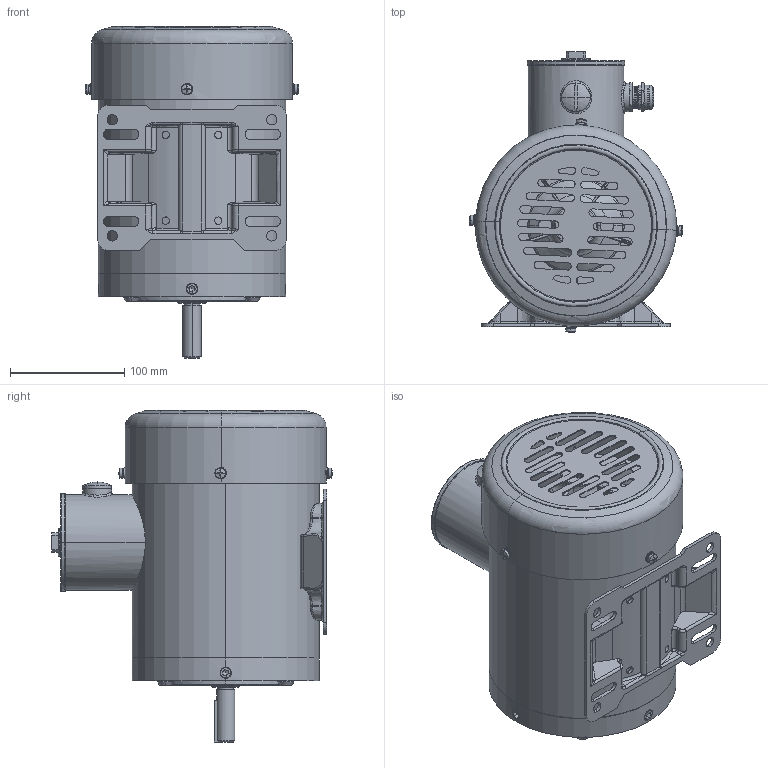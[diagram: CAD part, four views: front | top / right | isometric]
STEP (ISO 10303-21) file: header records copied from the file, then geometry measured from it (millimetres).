
FILE_DESCRIPTION(('CATIA V5 STEP Exchange'),'2;1');
FILE_NAME('ABC 56C-0.5HP-6-RB_56C-1HP-2-RB_56C-1HP-4-RB WITH FOOT.stp','2017-11-17T19:54:12+00:00',('none'),('none'),'Version 5-6 Release 2012','CATIA V5 STEP AP203','none');
FILE_SCHEMA(('CONFIG_CONTROL_DESIGN'));
Length unit declared in the file: millimetre
Products named in the file (3): £¨56C-0.5HP-6-RB£©£¨56C-1HP-2-RB£© £¨56C-1HP-4-RB£©; 140TC  Í²ÐÎ²»Ðâ¸ÖºÐ; M5Ê®×ÖÂÝ¶¤×°ÅäÌå
Assembly tree (32 placements, depth 3):
  £¨56C-0.5HP-6-RB£©£¨56C-1HP-2-RB£© £¨56C-1HP-4-RB£©
    #57  x4
    #612  x2
    #9447  x4
    140TC  Í²ÐÎ²»Ðâ¸ÖºÐ
      #9786
      #10627
      #13463
      #17314
      #25409
    #26069
    #27835
    M5Ê®×ÖÂÝ¶¤×°ÅäÌå  x4
      #28633
      #28961
      #29144
    #30029
    #37168
    #37407
    #38127
    #44561
    #52636
    #58120
Bounding box: 186.87 x 245.86 x 290.6 mm (x, y, z)
Volume: 889638.8 mm3; surface area: 605203.3 mm2
Topology: 41 solids, 41 shells, 2302 faces, 6188 edges, 3652 vertices
Faces by surface type: cylinder 641, bspline 461, plane 460, sphere 308, torus 291, cone 141
Entity records: 69874 total; most frequent: CARTESIAN_POINT 31112, ORIENTED_EDGE 9564, DIRECTION 5549, EDGE_CURVE 4782, VERTEX_POINT 2975, AXIS2_PLACEMENT_3D 2844, EDGE_LOOP 2023, ADVANCED_FACE 1861
